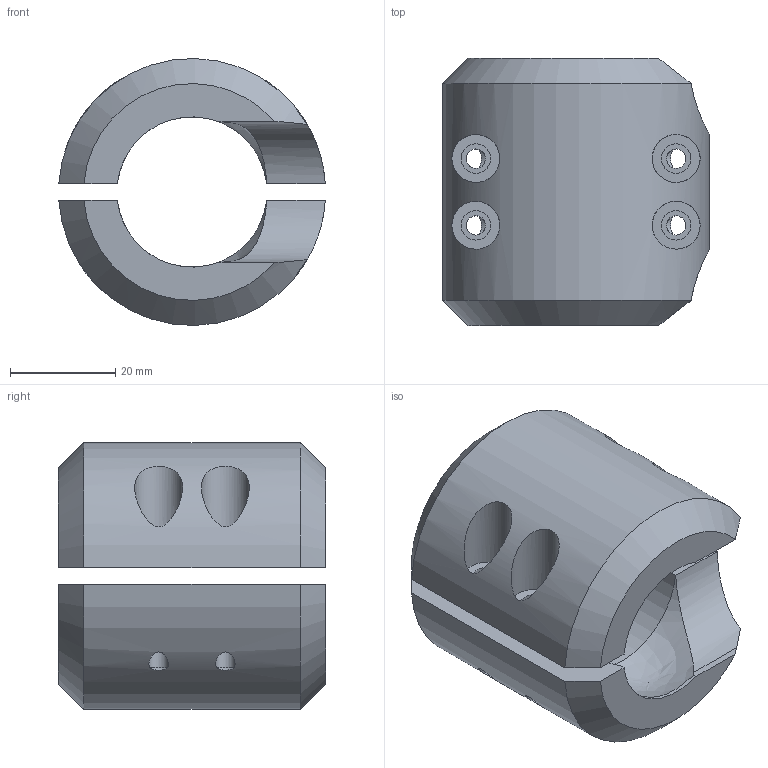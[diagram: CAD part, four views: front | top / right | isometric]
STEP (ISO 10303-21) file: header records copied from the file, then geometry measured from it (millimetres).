
FILE_DESCRIPTION (( 'STEP AP214' ), '1' );
FILE_NAME ('AFSB-2.STEP', '2023-03-08T19:48:47', ( '' ), ( '' ), 'SwSTEP 2.0', 'SolidWorks 2021', '' );
FILE_SCHEMA (( 'AUTOMOTIVE_DESIGN' ));
Length unit declared in the file: inch
Products named in the file (1): AFSB-2
Bounding box: 50.7 x 50.8 x 50.79 mm (x, y, z)
Volume: 51901.1 mm3; surface area: 16501 mm2
Topology: 2 solids, 2 shells, 52 faces, 148 edges, 100 vertices
Faces by surface type: cylinder 24, plane 16, cone 8, bspline 4
Full cylindrical faces by diameter (mm): 3.68 x4, 5.613 x4, 9.119 x4
Entity records: 2971 total; most frequent: CARTESIAN_POINT 1053, DIRECTION 234, ORIENTED_EDGE 232, EDGE_CURVE 116, AXIS2_PLACEMENT_3D 101, VERTEX_POINT 84, EDGE_LOOP 84, FACE_OUTER_BOUND 64
